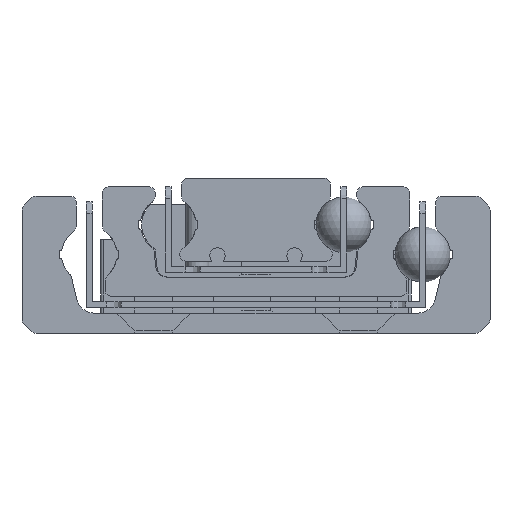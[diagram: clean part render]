
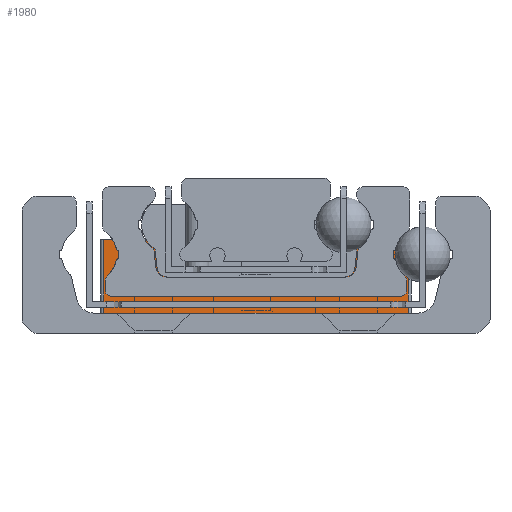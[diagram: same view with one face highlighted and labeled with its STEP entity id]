
A CAD part, front view. The second image highlights one B-rep face of the part: STEP entity #1980.
In plain terms, the highlighted planar face has unit normal (0, -1, 0).
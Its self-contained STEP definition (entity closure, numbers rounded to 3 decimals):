
#1115=FACE_OUTER_BOUND('',#5260,.T.);
#1980=ADVANCED_FACE('',(#1115),#2855,.T.);
#2855=PLANE('',#21705);
#5260=EDGE_LOOP('',(#7837,#7838,#7839,#7840));
#7837=ORIENTED_EDGE('',*,*,#15143,.T.);
#7838=ORIENTED_EDGE('',*,*,#15185,.T.);
#7839=ORIENTED_EDGE('',*,*,#15167,.F.);
#7840=ORIENTED_EDGE('',*,*,#15186,.T.);
#12832=VERTEX_POINT('',#32219);
#12833=VERTEX_POINT('',#32221);
#12852=VERTEX_POINT('',#32269);
#12853=VERTEX_POINT('',#32270);
#15143=EDGE_CURVE('',#12833,#12832,#17782,.T.);
#15167=EDGE_CURVE('',#12852,#12853,#17793,.T.);
#15185=EDGE_CURVE('',#12832,#12853,#17803,.T.);
#15186=EDGE_CURVE('',#12852,#12833,#17804,.T.);
#17782=LINE('',#32220,#19616);
#17793=LINE('',#32268,#19627);
#17803=LINE('',#32300,#19637);
#17804=LINE('',#32301,#19638);
#19616=VECTOR('',#24806,1.);
#19627=VECTOR('',#24853,1.);
#19637=VECTOR('',#24887,1.);
#19638=VECTOR('',#24888,1.);
#21705=AXIS2_PLACEMENT_3D('',#32302,#24889,#24890);
#24806=DIRECTION('',(-1.,0.,0.));
#24853=DIRECTION('',(-1.,0.,0.));
#24887=DIRECTION('',(0.,0.,-1.));
#24888=DIRECTION('',(0.,0.,1.));
#24889=DIRECTION('',(0.,-1.,0.));
#24890=DIRECTION('',(1.,0.,0.));
#32219=CARTESIAN_POINT('',(1057.5,-2095.1,-5.625));
#32220=CARTESIAN_POINT('',(1110.,-2095.1,-5.625));
#32221=CARTESIAN_POINT('',(1109.5,-2095.1,-5.625));
#32268=CARTESIAN_POINT('',(1110.,-2095.1,-18.125));
#32269=CARTESIAN_POINT('',(1109.5,-2095.1,-18.125));
#32270=CARTESIAN_POINT('',(1057.5,-2095.1,-18.125));
#32300=CARTESIAN_POINT('',(1057.5,-2095.1,-5.625));
#32301=CARTESIAN_POINT('',(1109.5,-2095.1,-5.625));
#32302=CARTESIAN_POINT('',(1110.,-2095.1,-5.625));
